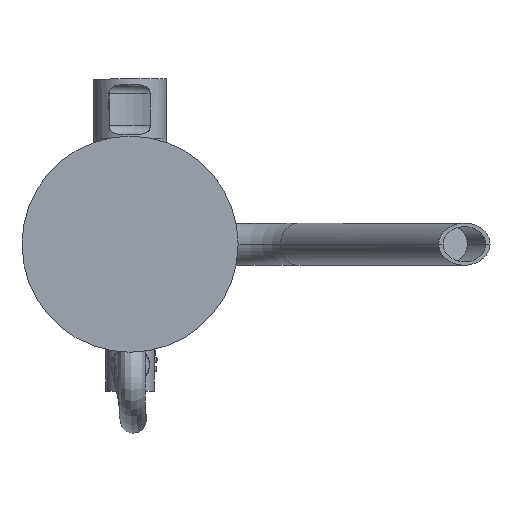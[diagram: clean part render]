
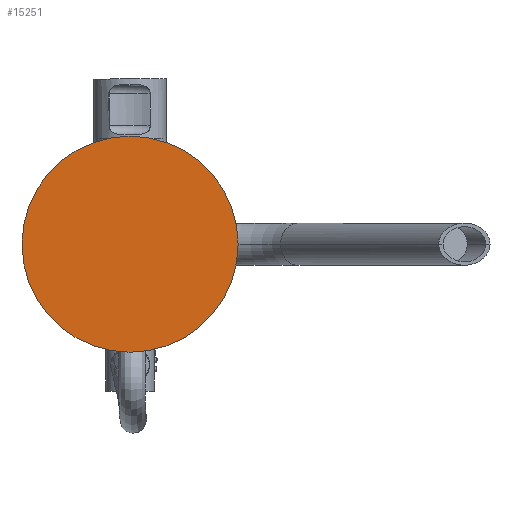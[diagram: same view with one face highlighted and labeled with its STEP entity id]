
A CAD part, front view. The second image highlights one B-rep face of the part: STEP entity #15251.
In plain terms, the highlighted planar face has unit normal (0, -1, 0).
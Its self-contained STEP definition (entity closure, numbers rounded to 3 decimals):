
#1661 = DIRECTION ( 'NONE',  ( 0., 1., 0. ) ) ;
#2525 = PLANE ( 'NONE',  #11085 ) ;
#3304 = AXIS2_PLACEMENT_3D ( 'NONE', #8332, #1661, #22486 ) ;
#4411 = VERTEX_POINT ( 'NONE', #8216 ) ;
#4708 = CARTESIAN_POINT ( 'NONE',  ( 0., 0., -61.5 ) ) ;
#6077 = EDGE_LOOP ( 'NONE', ( #19959, #18241 ) ) ;
#6213 = DIRECTION ( 'NONE',  ( 0., 0., -1. ) ) ;
#6331 = VERTEX_POINT ( 'NONE', #4708 ) ;
#8216 = CARTESIAN_POINT ( 'NONE',  ( 0., 0., 61.5 ) ) ;
#8332 = CARTESIAN_POINT ( 'NONE',  ( 0., 0., 0. ) ) ;
#11085 = AXIS2_PLACEMENT_3D ( 'NONE', #14757, #21680, #6213 ) ;
#11745 = CARTESIAN_POINT ( 'NONE',  ( 0., 0., 0. ) ) ;
#12033 = DIRECTION ( 'NONE',  ( 0., 0., 1. ) ) ;
#14757 = CARTESIAN_POINT ( 'NONE',  ( 0., 0., 0. ) ) ;
#15251 = ADVANCED_FACE ( 'NONE', ( #22514 ), #2525, .T. ) ;
#15404 = DIRECTION ( 'NONE',  ( 0., 1., 0. ) ) ;
#16671 = AXIS2_PLACEMENT_3D ( 'NONE', #11745, #15404, #12033 ) ;
#17999 = EDGE_CURVE ( 'NONE', #4411, #6331, #18695, .T. ) ;
#18241 = ORIENTED_EDGE ( 'NONE', *, *, #20939, .F. ) ;
#18695 = CIRCLE ( 'NONE', #16671, 61.5 ) ;
#19798 = CIRCLE ( 'NONE', #3304, 61.5 ) ;
#19959 = ORIENTED_EDGE ( 'NONE', *, *, #17999, .F. ) ;
#20939 = EDGE_CURVE ( 'NONE', #6331, #4411, #19798, .T. ) ;
#21680 = DIRECTION ( 'NONE',  ( 0., -1., 0. ) ) ;
#22486 = DIRECTION ( 'NONE',  ( 0., 0., 1. ) ) ;
#22514 = FACE_OUTER_BOUND ( 'NONE', #6077, .T. ) ;
